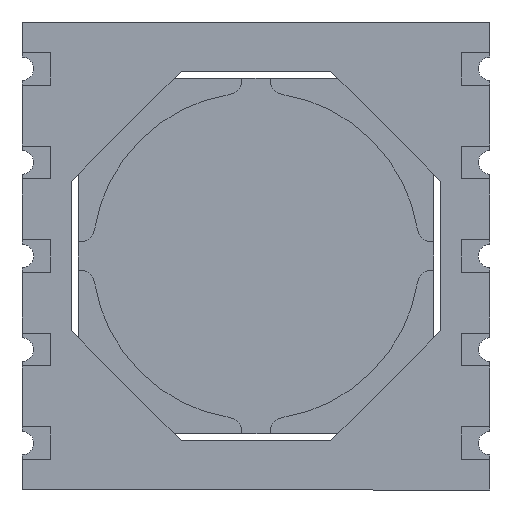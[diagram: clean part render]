
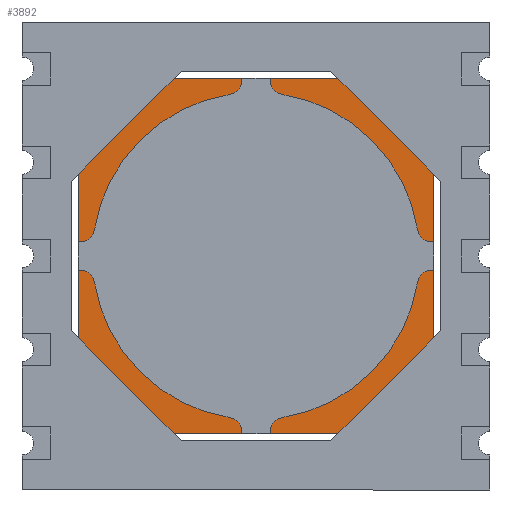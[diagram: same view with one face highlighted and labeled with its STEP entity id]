
A CAD part, front view. The second image highlights one B-rep face of the part: STEP entity #3892.
In plain terms, the highlighted planar face has unit normal (0, -1, 0).
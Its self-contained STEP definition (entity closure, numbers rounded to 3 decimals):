
#190 = ORIENTED_EDGE ( 'NONE', *, *, #212, .F. ) ;
#212 = EDGE_CURVE ( 'NONE', #2522, #384, #2221, .T. ) ;
#384 = VERTEX_POINT ( 'NONE', #2924 ) ;
#393 = LINE ( 'NONE', #5320, #2560 ) ;
#603 = EDGE_CURVE ( 'NONE', #384, #3873, #2863, .T. ) ;
#677 = VERTEX_POINT ( 'NONE', #7513 ) ;
#1395 = EDGE_LOOP ( 'NONE', ( #2231, #4438, #190, #4937, #6283 ) ) ;
#1454 = LINE ( 'NONE', #6944, #5961 ) ;
#1951 = CARTESIAN_POINT ( 'NONE',  ( 0., -0.5, 0. ) ) ;
#2221 = LINE ( 'NONE', #4602, #6848 ) ;
#2231 = ORIENTED_EDGE ( 'NONE', *, *, #4969, .F. ) ;
#2260 = DIRECTION ( 'NONE',  ( 0., 0., 1. ) ) ;
#2522 = VERTEX_POINT ( 'NONE', #2608 ) ;
#2560 = VECTOR ( 'NONE', #2579, 1000. ) ;
#2562 = DIRECTION ( 'NONE',  ( 0., 1., 0. ) ) ;
#2579 = DIRECTION ( 'NONE',  ( 1., 0., 0. ) ) ;
#2580 = VERTEX_POINT ( 'NONE', #3281 ) ;
#2608 = CARTESIAN_POINT ( 'NONE',  ( 7.6, -0.5, 7.6 ) ) ;
#2863 = LINE ( 'NONE', #4884, #5453 ) ;
#2898 = DIRECTION ( 'NONE',  ( 0., 0., -1. ) ) ;
#2924 = CARTESIAN_POINT ( 'NONE',  ( 7.6, -0.5, -7.6 ) ) ;
#3109 = DIRECTION ( 'NONE',  ( 0., 0., 1. ) ) ;
#3281 = CARTESIAN_POINT ( 'NONE',  ( -5.6, -0.5, 7.6 ) ) ;
#3762 = AXIS2_PLACEMENT_3D ( 'NONE', #1951, #2562, #3109 ) ;
#3873 = VERTEX_POINT ( 'NONE', #5395 ) ;
#3892 = ADVANCED_FACE ( 'NONE', ( #5882 ), #7240, .F. ) ;
#3972 = CARTESIAN_POINT ( 'NONE',  ( -5.6, -0.5, 7.6 ) ) ;
#4287 = EDGE_CURVE ( 'NONE', #677, #2580, #7421, .T. ) ;
#4438 = ORIENTED_EDGE ( 'NONE', *, *, #603, .F. ) ;
#4602 = CARTESIAN_POINT ( 'NONE',  ( 7.6, -0.5, 7.6 ) ) ;
#4696 = VECTOR ( 'NONE', #5012, 1000. ) ;
#4884 = CARTESIAN_POINT ( 'NONE',  ( 7.6, -0.5, -7.6 ) ) ;
#4937 = ORIENTED_EDGE ( 'NONE', *, *, #5846, .F. ) ;
#4969 = EDGE_CURVE ( 'NONE', #3873, #677, #1454, .T. ) ;
#5012 = DIRECTION ( 'NONE',  ( 0.707, 0., 0.707 ) ) ;
#5320 = CARTESIAN_POINT ( 'NONE',  ( 7.6, -0.5, 7.6 ) ) ;
#5395 = CARTESIAN_POINT ( 'NONE',  ( -7.6, -0.5, -7.6 ) ) ;
#5453 = VECTOR ( 'NONE', #6133, 1000. ) ;
#5846 = EDGE_CURVE ( 'NONE', #2580, #2522, #393, .T. ) ;
#5882 = FACE_OUTER_BOUND ( 'NONE', #1395, .T. ) ;
#5961 = VECTOR ( 'NONE', #2260, 1000. ) ;
#6133 = DIRECTION ( 'NONE',  ( -1., 0., 0. ) ) ;
#6283 = ORIENTED_EDGE ( 'NONE', *, *, #4287, .F. ) ;
#6848 = VECTOR ( 'NONE', #2898, 1000. ) ;
#6944 = CARTESIAN_POINT ( 'NONE',  ( -7.6, -0.5, 5.6 ) ) ;
#7240 = PLANE ( 'NONE',  #3762 ) ;
#7421 = LINE ( 'NONE', #3972, #4696 ) ;
#7513 = CARTESIAN_POINT ( 'NONE',  ( -7.6, -0.5, 5.6 ) ) ;
